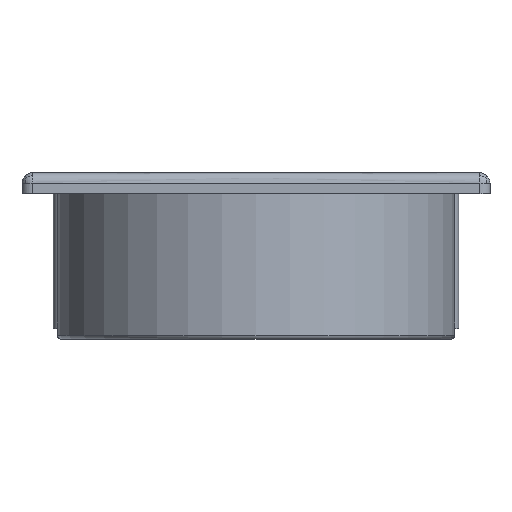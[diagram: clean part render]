
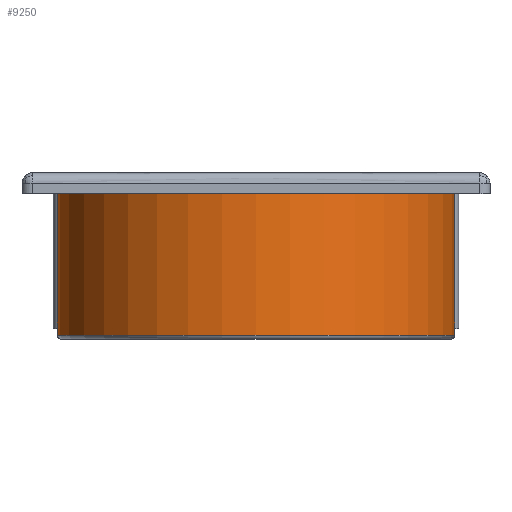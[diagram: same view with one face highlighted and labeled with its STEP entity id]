
A CAD part, front view. The second image highlights one B-rep face of the part: STEP entity #9250.
In plain terms, the highlighted cylindrical face has radius 19.1 mm (diameter 38.2 mm), a partial arc.
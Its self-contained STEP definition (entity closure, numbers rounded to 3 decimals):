
#5100=CARTESIAN_POINT('',(-19.1,-41.5,0.));
#5110=DIRECTION('',(0.,0.,-1.));
#5120=VECTOR('',#5110,1.);
#5130=LINE('',#5100,#5120);
#5140=CARTESIAN_POINT('',(-19.1,-41.5,-2.));
#5150=VERTEX_POINT('',#5140);
#5160=CARTESIAN_POINT('',(-19.1,-41.5,-15.6));
#5170=VERTEX_POINT('',#5160);
#5180=EDGE_CURVE('',#5150,#5170,#5130,.T.);
#8930=CARTESIAN_POINT('',(0.,-41.5,-1.5));
#8940=DIRECTION('',(0.,0.,-1.));
#8950=DIRECTION('',(-1.,0.,0.));
#8960=AXIS2_PLACEMENT_3D('',#8930,#8940,#8950);
#8970=CYLINDRICAL_SURFACE('',#8960,19.1);
#8980=CARTESIAN_POINT('',(19.1,-41.5,0.));
#8990=DIRECTION('',(0.,0.,1.));
#9000=VECTOR('',#8990,1.);
#9010=LINE('',#8980,#9000);
#9020=CARTESIAN_POINT('',(19.1,-41.5,-15.6));
#9030=VERTEX_POINT('',#9020);
#9040=CARTESIAN_POINT('',(19.1,-41.5,-2.));
#9050=VERTEX_POINT('',#9040);
#9060=EDGE_CURVE('',#9030,#9050,#9010,.T.);
#9070=ORIENTED_EDGE('',*,*,#9060,.T.);
#9080=CARTESIAN_POINT('',(0.,-41.5,-15.6));
#9090=DIRECTION('',(0.,0.,-1.));
#9100=DIRECTION('',(-1.,0.,-0.));
#9110=AXIS2_PLACEMENT_3D('',#9080,#9090,#9100);
#9120=CIRCLE('',#9110,19.1);
#9130=EDGE_CURVE('',#9030,#5170,#9120,.T.);
#9140=ORIENTED_EDGE('',*,*,#9130,.F.);
#9150=ORIENTED_EDGE('',*,*,#5180,.T.);
#9160=CARTESIAN_POINT('',(0.,-41.5,-2.));
#9170=DIRECTION('',(0.,0.,-1.));
#9180=DIRECTION('',(-1.,0.,0.));
#9190=AXIS2_PLACEMENT_3D('',#9160,#9170,#9180);
#9200=CIRCLE('',#9190,19.1);
#9210=EDGE_CURVE('',#9050,#5150,#9200,.T.);
#9220=ORIENTED_EDGE('',*,*,#9210,.T.);
#9230=EDGE_LOOP('',(#9220,#9150,#9140,#9070));
#9240=FACE_OUTER_BOUND('',#9230,.T.);
#9250=ADVANCED_FACE('',(#9240),#8970,.T.);
